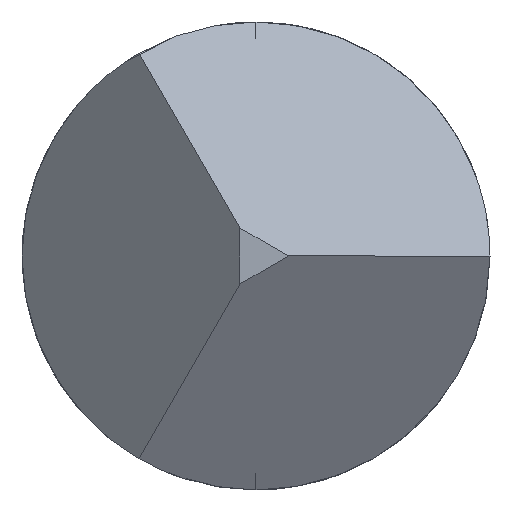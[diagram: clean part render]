
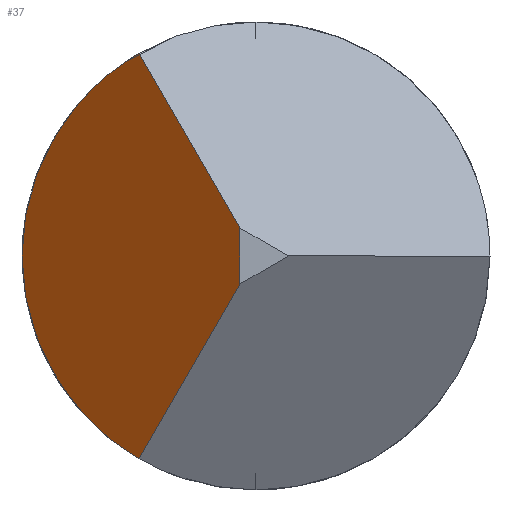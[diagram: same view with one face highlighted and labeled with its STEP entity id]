
A CAD part, left-side view. The second image highlights one B-rep face of the part: STEP entity #37.
In plain terms, the highlighted planar face has unit normal (-0.743, 0.669, 0).
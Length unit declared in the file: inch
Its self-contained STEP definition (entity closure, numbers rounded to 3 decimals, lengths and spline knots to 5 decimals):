
#7 = CARTESIAN_POINT ( 'NONE',  ( 0.01913, 0.0225, -0.00779 ) ) ;
#8 = CARTESIAN_POINT ( 'NONE',  ( 0.01913, 0.0225, 0.00779 ) ) ;
#9 = CARTESIAN_POINT ( 'NONE',  ( 0.00698, 0.009, 0.01559 ) ) ;
#37 = ADVANCED_FACE ( 'NONE', ( #328 ), #163, .T. ) ;
#57 = EDGE_CURVE ( 'NONE', #380, #382, #317, .T. ) ;
#81 = EDGE_CURVE ( 'NONE', #380, #339, #439, .T. ) ;
#89 = EDGE_CURVE ( 'NONE', #344, #339, #493, .T. ) ;
#92 = CARTESIAN_POINT ( 'NONE',  ( -0.2048, -0.22621, 0.3918 ) ) ;
#110 = CARTESIAN_POINT ( 'NONE',  ( 0., 0.00125, 0.62959 ) ) ;
#117 = CARTESIAN_POINT ( 'NONE',  ( 0.00698, 0.009, -0.01559 ) ) ;
#141 = CARTESIAN_POINT ( 'NONE',  ( 0., 0.00125, 0.62959 ) ) ;
#142 = DIRECTION ( 'NONE',  ( 0., 0., -1. ) ) ;
#163 = PLANE ( 'NONE',  #294 ) ;
#169 = DIRECTION ( 'NONE',  ( -0.743, 0.669, 0. ) ) ;
#182 = DIRECTION ( 'NONE',  ( 0.411, 0.456, 0.79 ) ) ;
#183 = CARTESIAN_POINT ( 'NONE',  ( 0.2034, 0.22715, 0.39343 ) ) ;
#186 = DIRECTION ( 'NONE',  ( -0.669, -0.743, 0. ) ) ;
#239 = DIRECTION ( 'NONE',  ( -0.411, -0.456, 0.79 ) ) ;
#290 = EDGE_CURVE ( 'NONE', #344, #382, #524, .T. ) ;
#294 = AXIS2_PLACEMENT_3D ( 'NONE', #110, #169, #186 ) ;
#317 = LINE ( 'NONE', #183, #376 ) ;
#328 = FACE_OUTER_BOUND ( 'NONE', #476, .T. ) ;
#339 = VERTEX_POINT ( 'NONE', #532 ) ;
#344 = VERTEX_POINT ( 'NONE', #539 ) ;
#355 = ORIENTED_EDGE ( 'NONE', *, *, #290, .F. ) ;
#376 = VECTOR ( 'NONE', #182, 39.37008 ) ;
#380 = VERTEX_POINT ( 'NONE', #547 ) ;
#382 = VERTEX_POINT ( 'NONE', #549 ) ;
#387 = ORIENTED_EDGE ( 'NONE', *, *, #81, .F. ) ;
#389 = VECTOR ( 'NONE', #142, 39.37008 ) ;
#390 = ORIENTED_EDGE ( 'NONE', *, *, #89, .T. ) ;
#410 = VECTOR ( 'NONE', #239, 39.37008 ) ;
#430 = ORIENTED_EDGE ( 'NONE', *, *, #57, .T. ) ;
#439 = LINE ( 'NONE', #141, #389 ) ;
#476 = EDGE_LOOP ( 'NONE', ( #355, #390, #387, #430 ) ) ;
#493 = LINE ( 'NONE', #92, #410 ) ;
#524 =( BOUNDED_CURVE ( )  B_SPLINE_CURVE ( 3, ( #117, #7, #8, #9 ),
 .UNSPECIFIED., .F., .T. ) 
 B_SPLINE_CURVE_WITH_KNOTS ( ( 4, 4 ),
 ( 5.23599, 7.33038 ),
 .UNSPECIFIED. ) 
 CURVE ( )  GEOMETRIC_REPRESENTATION_ITEM ( )  RATIONAL_B_SPLINE_CURVE ( ( 1., 0.667, 0.667, 1. ) ) 
 REPRESENTATION_ITEM ( '' )  );
#532 = CARTESIAN_POINT ( 'NONE',  ( 0., 0.00125, -0.00217 ) ) ;
#539 = CARTESIAN_POINT ( 'NONE',  ( 0.00698, 0.009, -0.01559 ) ) ;
#547 = CARTESIAN_POINT ( 'NONE',  ( 0., 0.00125, 0.00217 ) ) ;
#549 = CARTESIAN_POINT ( 'NONE',  ( 0.00698, 0.009, 0.01559 ) ) ;
